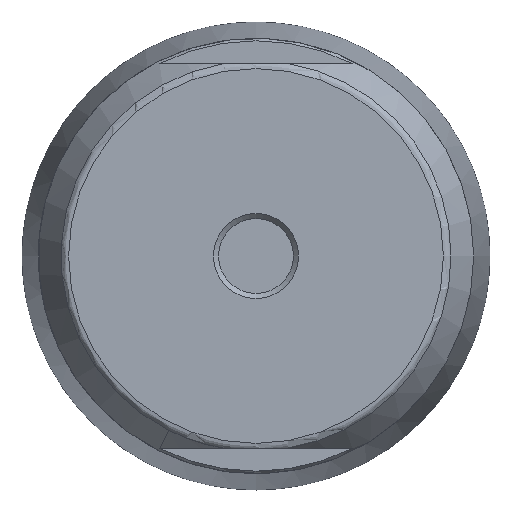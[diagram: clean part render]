
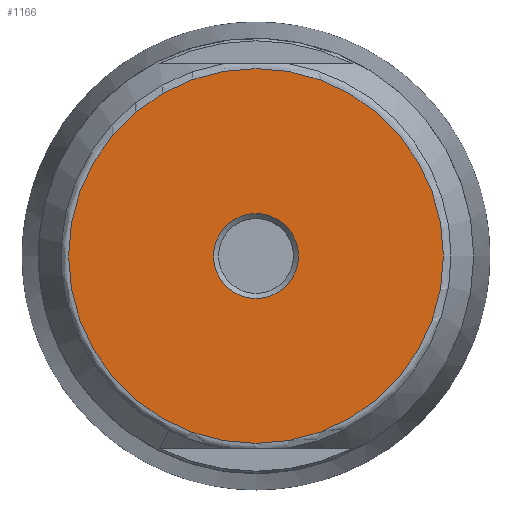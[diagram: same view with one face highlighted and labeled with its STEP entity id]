
A CAD part, front view. The second image highlights one B-rep face of the part: STEP entity #1166.
In plain terms, the highlighted planar face has unit normal (0, -1, 0).
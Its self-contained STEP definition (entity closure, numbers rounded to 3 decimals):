
#100=PLANE('',#1363);
#389=ORIENTED_EDGE('',*,*,#567,.F.);
#390=ORIENTED_EDGE('',*,*,#552,.T.);
#552=EDGE_CURVE('',#667,#667,#753,.T.);
#567=EDGE_CURVE('',#683,#683,#768,.T.);
#667=VERTEX_POINT('',#2032);
#683=VERTEX_POINT('',#2079);
#753=CIRCLE('',#1333,21.436);
#768=CIRCLE('',#1364,4.864);
#888=EDGE_LOOP('',(#389));
#889=EDGE_LOOP('',(#390));
#1040=FACE_BOUND('',#888,.T.);
#1041=FACE_BOUND('',#889,.T.);
#1166=ADVANCED_FACE('',(#1040,#1041),#100,.F.);
#1333=AXIS2_PLACEMENT_3D('',#2031,#1616,#1617);
#1363=AXIS2_PLACEMENT_3D('',#2077,#1676,#1677);
#1364=AXIS2_PLACEMENT_3D('',#2078,#1678,#1679);
#1616=DIRECTION('',(0.,-1.,0.));
#1617=DIRECTION('',(0.,0.,-1.));
#1676=DIRECTION('',(0.,1.,0.));
#1677=DIRECTION('',(0.,0.,1.));
#1678=DIRECTION('',(0.,-1.,0.));
#1679=DIRECTION('',(0.,0.,-1.));
#2031=CARTESIAN_POINT('',(0.,-65.,0.));
#2032=CARTESIAN_POINT('',(0.,-65.,-21.436));
#2077=CARTESIAN_POINT('',(21.436,-65.,0.));
#2078=CARTESIAN_POINT('',(0.,-65.,0.));
#2079=CARTESIAN_POINT('',(0.,-65.,-4.864));
